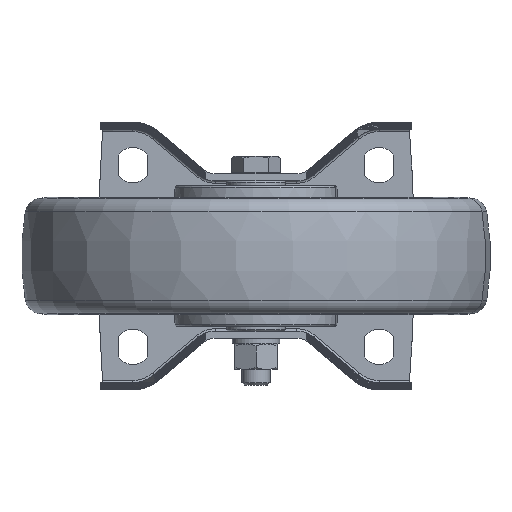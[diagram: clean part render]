
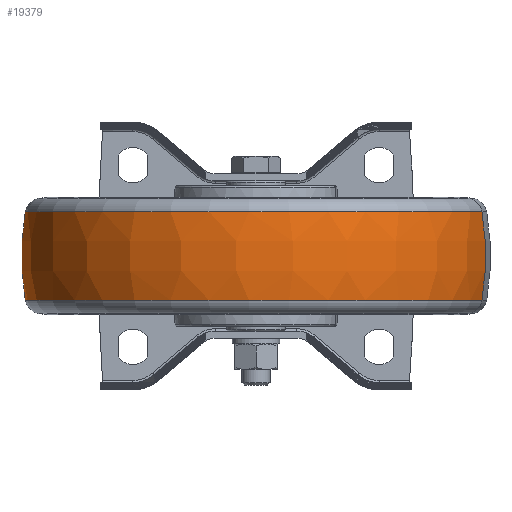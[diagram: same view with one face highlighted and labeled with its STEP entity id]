
A CAD part, front view. The second image highlights one B-rep face of the part: STEP entity #19379.
In plain terms, the highlighted toroidal (fillet/blend) face has major radius 10 mm and minor radius 110 mm.
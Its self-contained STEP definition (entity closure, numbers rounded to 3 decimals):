
#341 = CARTESIAN_POINT ( 'NONE',  ( 96.311, -170.638, -18.854 ) ) ;
#1249 = CARTESIAN_POINT ( 'NONE',  ( 0., -150.603, -18.854 ) ) ;
#2359 = AXIS2_PLACEMENT_3D ( 'NONE', #36785, #45306, #23227 ) ;
#2867 = ORIENTED_EDGE ( 'NONE', *, *, #56686, .T. ) ;
#3507 = AXIS2_PLACEMENT_3D ( 'NONE', #6920, #24370, #28933 ) ;
#3699 = VERTEX_POINT ( 'NONE', #9635 ) ;
#6920 = CARTESIAN_POINT ( 'NONE',  ( 9.79, -152.64, 0. ) ) ;
#7347 = ORIENTED_EDGE ( 'NONE', *, *, #17724, .T. ) ;
#9635 = CARTESIAN_POINT ( 'NONE',  ( -96.311, -130.569, -18.854 ) ) ;
#10684 = CARTESIAN_POINT ( 'NONE',  ( 96.311, -170.638, 18.854 ) ) ;
#14135 = VERTEX_POINT ( 'NONE', #10684 ) ;
#14953 = DIRECTION ( 'NONE',  ( 0., 0., 1. ) ) ;
#17346 = ORIENTED_EDGE ( 'NONE', *, *, #31719, .F. ) ;
#17724 = EDGE_CURVE ( 'NONE', #3699, #47251, #18029, .T. ) ;
#18029 = CIRCLE ( 'NONE', #25688, 98.372 ) ;
#19379 = ADVANCED_FACE ( 'NONE', ( #56354 ), #25793, .T. ) ;
#19911 = CIRCLE ( 'NONE', #3507, 110. ) ;
#21784 = CARTESIAN_POINT ( 'NONE',  ( 0., -150.603, 18.854 ) ) ;
#23227 = DIRECTION ( 'NONE',  ( -0.979, 0.204, 0. ) ) ;
#24077 = DIRECTION ( 'NONE',  ( 0.979, -0.204, 0. ) ) ;
#24370 = DIRECTION ( 'NONE',  ( 0.204, 0.979, 0. ) ) ;
#25688 = AXIS2_PLACEMENT_3D ( 'NONE', #1249, #14953, #24077 ) ;
#25793 = TOROIDAL_SURFACE ( 'NONE', #41814, -10., 110. ) ;
#25878 = EDGE_CURVE ( 'NONE', #3699, #27382, #19911, .T. ) ;
#27382 = VERTEX_POINT ( 'NONE', #37458 ) ;
#28933 = DIRECTION ( 'NONE',  ( 0.979, -0.204, 0. ) ) ;
#29319 = DIRECTION ( 'NONE',  ( 0., 0., 1. ) ) ;
#31719 = EDGE_CURVE ( 'NONE', #27382, #14135, #48693, .T. ) ;
#35528 = DIRECTION ( 'NONE',  ( 0.979, -0.204, 0. ) ) ;
#36785 = CARTESIAN_POINT ( 'NONE',  ( -9.79, -148.567, 0. ) ) ;
#37458 = CARTESIAN_POINT ( 'NONE',  ( -96.311, -130.569, 18.854 ) ) ;
#39366 = CIRCLE ( 'NONE', #2359, 110. ) ;
#41814 = AXIS2_PLACEMENT_3D ( 'NONE', #52467, #29319, #52065 ) ;
#44852 = DIRECTION ( 'NONE',  ( 0., 0., 1. ) ) ;
#45306 = DIRECTION ( 'NONE',  ( -0.204, -0.979, 0. ) ) ;
#47251 = VERTEX_POINT ( 'NONE', #341 ) ;
#48436 = EDGE_LOOP ( 'NONE', ( #54656, #7347, #2867, #17346 ) ) ;
#48693 = CIRCLE ( 'NONE', #49241, 98.372 ) ;
#49241 = AXIS2_PLACEMENT_3D ( 'NONE', #21784, #44852, #35528 ) ;
#52065 = DIRECTION ( 'NONE',  ( 0.979, -0.204, 0. ) ) ;
#52467 = CARTESIAN_POINT ( 'NONE',  ( 0., -150.603, 0. ) ) ;
#54656 = ORIENTED_EDGE ( 'NONE', *, *, #25878, .F. ) ;
#56354 = FACE_OUTER_BOUND ( 'NONE', #48436, .T. ) ;
#56686 = EDGE_CURVE ( 'NONE', #47251, #14135, #39366, .T. ) ;
